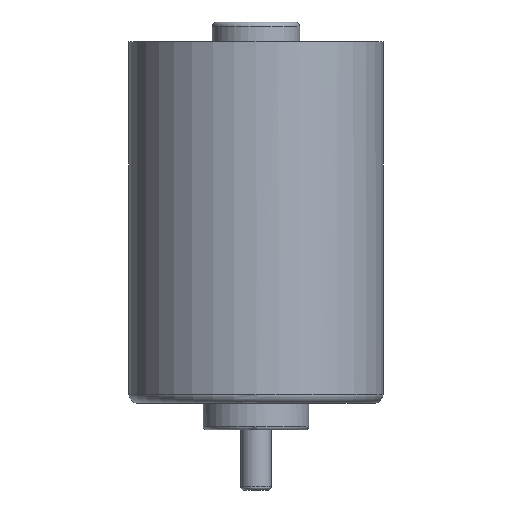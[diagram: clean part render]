
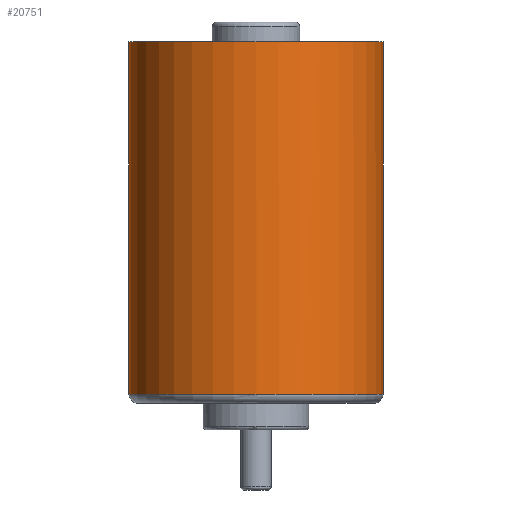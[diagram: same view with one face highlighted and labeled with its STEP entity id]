
A CAD part, front view. The second image highlights one B-rep face of the part: STEP entity #20751.
In plain terms, the highlighted cylindrical face has radius 21.1 mm (diameter 42.2 mm), a full revolution.
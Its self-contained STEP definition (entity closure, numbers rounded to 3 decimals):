
#68=LINE('',#29065,#2803);
#2803=VECTOR('',#23446,21.1);
#5538=CYLINDRICAL_SURFACE('',#21919,21.1);
#5743=FACE_OUTER_BOUND('',#6851,.T.);
#6851=EDGE_LOOP('',(#13662,#13663,#13664,#13665,#13666,#13667,#13668));
#8072=CIRCLE('',#21917,21.1);
#8073=CIRCLE('',#21918,21.1);
#8074=CIRCLE('',#21920,21.1);
#8075=CIRCLE('',#21921,21.1);
#8076=CIRCLE('',#21922,21.1);
#8426=VERTEX_POINT('',#29059);
#8427=VERTEX_POINT('',#29060);
#8428=VERTEX_POINT('',#29064);
#8429=VERTEX_POINT('',#29066);
#8430=VERTEX_POINT('',#29068);
#10521=EDGE_CURVE('',#8426,#8427,#8072,.T.);
#10522=EDGE_CURVE('',#8427,#8426,#8073,.T.);
#10523=EDGE_CURVE('',#8427,#8428,#68,.T.);
#10524=EDGE_CURVE('',#8429,#8428,#8074,.T.);
#10525=EDGE_CURVE('',#8430,#8429,#8075,.T.);
#10526=EDGE_CURVE('',#8428,#8430,#8076,.T.);
#13662=ORIENTED_EDGE('',*,*,#10521,.F.);
#13663=ORIENTED_EDGE('',*,*,#10522,.F.);
#13664=ORIENTED_EDGE('',*,*,#10523,.T.);
#13665=ORIENTED_EDGE('',*,*,#10524,.F.);
#13666=ORIENTED_EDGE('',*,*,#10525,.F.);
#13667=ORIENTED_EDGE('',*,*,#10526,.F.);
#13668=ORIENTED_EDGE('',*,*,#10523,.F.);
#20751=ADVANCED_FACE('',(#5743),#5538,.T.);
#21917=AXIS2_PLACEMENT_3D('',#29061,#23440,#23441);
#21918=AXIS2_PLACEMENT_3D('',#29062,#23442,#23443);
#21919=AXIS2_PLACEMENT_3D('',#29063,#23444,#23445);
#21920=AXIS2_PLACEMENT_3D('',#29067,#23447,#23448);
#21921=AXIS2_PLACEMENT_3D('',#29069,#23449,#23450);
#21922=AXIS2_PLACEMENT_3D('',#29070,#23451,#23452);
#23440=DIRECTION('center_axis',(0.,0.,1.));
#23441=DIRECTION('ref_axis',(0.,-1.,0.));
#23442=DIRECTION('center_axis',(0.,0.,1.));
#23443=DIRECTION('ref_axis',(0.,-1.,0.));
#23444=DIRECTION('center_axis',(0.,0.,1.));
#23445=DIRECTION('ref_axis',(0.,-1.,0.));
#23446=DIRECTION('',(0.,0.,-1.));
#23447=DIRECTION('center_axis',(0.,0.,-1.));
#23448=DIRECTION('ref_axis',(0.,1.,0.));
#23449=DIRECTION('center_axis',(0.,0.,-1.));
#23450=DIRECTION('ref_axis',(0.,1.,0.));
#23451=DIRECTION('center_axis',(0.,0.,-1.));
#23452=DIRECTION('ref_axis',(0.,1.,0.));
#29059=CARTESIAN_POINT('',(0.,-21.1,60.));
#29060=CARTESIAN_POINT('',(0.,21.1,60.));
#29061=CARTESIAN_POINT('Origin',(0.,0.,60.));
#29062=CARTESIAN_POINT('Origin',(0.,0.,60.));
#29063=CARTESIAN_POINT('Origin',(0.,0.,0.));
#29064=CARTESIAN_POINT('',(0.,21.1,1.5));
#29065=CARTESIAN_POINT('',(0.,21.1,0.));
#29066=CARTESIAN_POINT('',(0.,-21.1,1.5));
#29067=CARTESIAN_POINT('Origin',(0.,0.,1.5));
#29068=CARTESIAN_POINT('',(0.192,-21.099,1.5));
#29069=CARTESIAN_POINT('Origin',(0.,0.,1.5));
#29070=CARTESIAN_POINT('Origin',(0.,0.,1.5));
